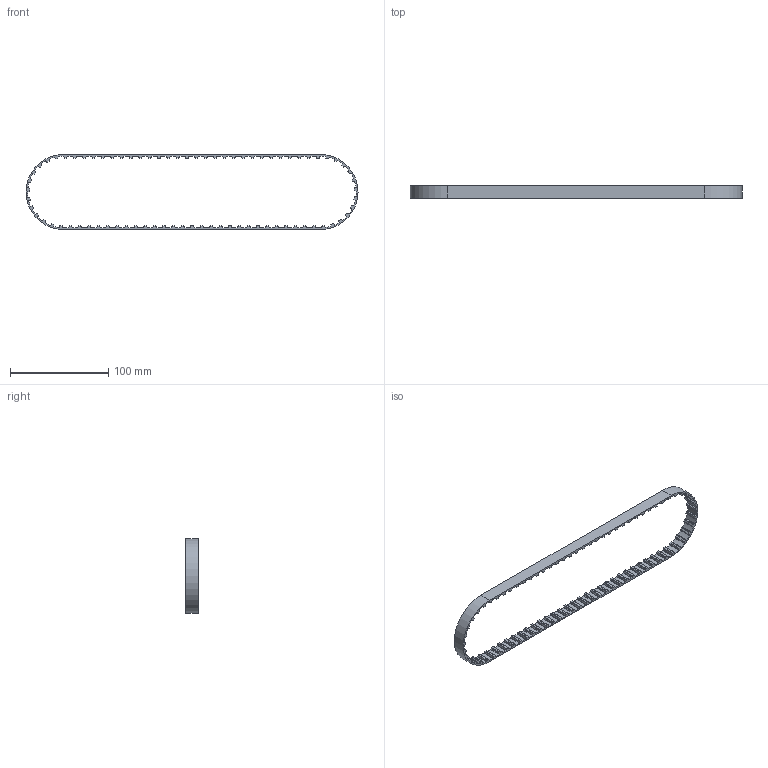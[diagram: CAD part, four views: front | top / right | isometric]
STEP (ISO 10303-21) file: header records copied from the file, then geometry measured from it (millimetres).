
FILE_DESCRIPTION (( 'STEP AP214' ), '1' );
FILE_NAME ('300L050NG.step', '2015-04-08T22:55:16', ( '' ), ( '' ), 'SwSTEP 2.0', 'SolidWorks 2014', '' );
FILE_SCHEMA (( 'AUTOMOTIVE_DESIGN' ));
Length unit declared in the file: inch
Products named in the file (1): 300L050NG
Bounding box: 337.51 x 12.7 x 76.2 mm (x, y, z)
Volume: 22223.7 mm3; surface area: 25029.8 mm2
Topology: 1 solids, 1 shells, 655 faces, 1959 edges, 1306 vertices
Faces by surface type: cylinder 358, plane 297
Entity records: 22333 total; most frequent: DIRECTION 3987, CARTESIAN_POINT 3921, ORIENTED_EDGE 3918, EDGE_CURVE 1959, AXIS2_PLACEMENT_3D 1372, VERTEX_POINT 1306, VECTOR 1243, LINE 1243
